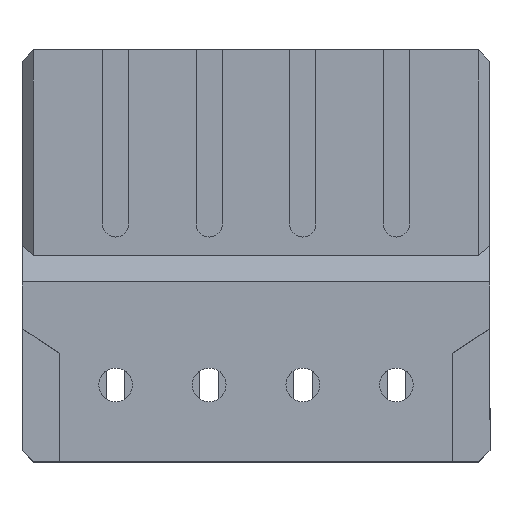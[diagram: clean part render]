
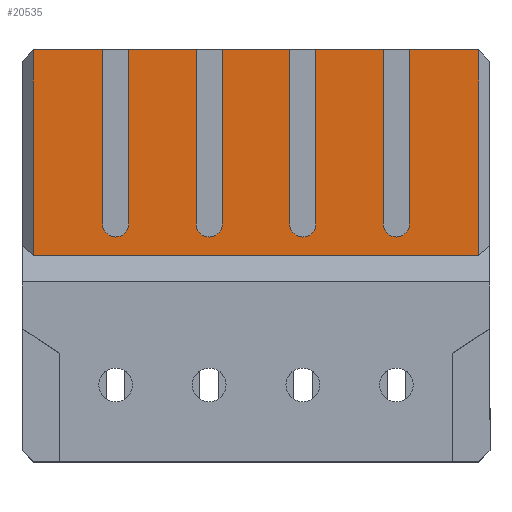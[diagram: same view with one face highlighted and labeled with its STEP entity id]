
A CAD part, top view. The second image highlights one B-rep face of the part: STEP entity #20535.
In plain terms, the highlighted planar face has unit normal (0, 0, 1).
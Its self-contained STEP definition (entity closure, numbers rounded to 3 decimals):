
#339=CIRCLE('',#21224,0.35);
#341=CIRCLE('',#21230,0.35);
#343=CIRCLE('',#21236,0.35);
#345=CIRCLE('',#21242,0.35);
#1994=ORIENTED_EDGE('',*,*,#5769,.F.);
#1995=ORIENTED_EDGE('',*,*,#5618,.T.);
#1996=ORIENTED_EDGE('',*,*,#6103,.T.);
#1997=ORIENTED_EDGE('',*,*,#5612,.T.);
#1998=ORIENTED_EDGE('',*,*,#5773,.F.);
#1999=ORIENTED_EDGE('',*,*,#5737,.F.);
#2000=ORIENTED_EDGE('',*,*,#5730,.T.);
#2001=ORIENTED_EDGE('',*,*,#5735,.F.);
#2002=ORIENTED_EDGE('',*,*,#5772,.F.);
#2003=ORIENTED_EDGE('',*,*,#5726,.F.);
#2004=ORIENTED_EDGE('',*,*,#5719,.T.);
#2005=ORIENTED_EDGE('',*,*,#5724,.F.);
#2006=ORIENTED_EDGE('',*,*,#5771,.F.);
#2007=ORIENTED_EDGE('',*,*,#5715,.F.);
#2008=ORIENTED_EDGE('',*,*,#5708,.T.);
#2009=ORIENTED_EDGE('',*,*,#5713,.F.);
#2010=ORIENTED_EDGE('',*,*,#5770,.F.);
#2011=ORIENTED_EDGE('',*,*,#5704,.F.);
#2012=ORIENTED_EDGE('',*,*,#5697,.T.);
#2013=ORIENTED_EDGE('',*,*,#5702,.F.);
#5612=EDGE_CURVE('',#7880,#7878,#9400,.T.);
#5618=EDGE_CURVE('',#7882,#7887,#9406,.T.);
#5697=EDGE_CURVE('',#7947,#7946,#339,.T.);
#5702=EDGE_CURVE('',#7950,#7946,#9476,.T.);
#5704=EDGE_CURVE('',#7947,#7951,#9478,.T.);
#5708=EDGE_CURVE('',#7955,#7954,#341,.T.);
#5713=EDGE_CURVE('',#7958,#7954,#9485,.T.);
#5715=EDGE_CURVE('',#7955,#7959,#9487,.T.);
#5719=EDGE_CURVE('',#7963,#7962,#343,.T.);
#5724=EDGE_CURVE('',#7966,#7962,#9494,.T.);
#5726=EDGE_CURVE('',#7963,#7967,#9496,.T.);
#5730=EDGE_CURVE('',#7971,#7970,#345,.T.);
#5735=EDGE_CURVE('',#7974,#7970,#9503,.T.);
#5737=EDGE_CURVE('',#7971,#7975,#9505,.T.);
#5769=EDGE_CURVE('',#7882,#7950,#9537,.T.);
#5770=EDGE_CURVE('',#7951,#7958,#9538,.T.);
#5771=EDGE_CURVE('',#7959,#7966,#9539,.T.);
#5772=EDGE_CURVE('',#7967,#7974,#9540,.T.);
#5773=EDGE_CURVE('',#7975,#7878,#9541,.T.);
#6103=EDGE_CURVE('',#7887,#7880,#9853,.T.);
#7878=VERTEX_POINT('',#27280);
#7880=VERTEX_POINT('',#27286);
#7882=VERTEX_POINT('',#27292);
#7887=VERTEX_POINT('',#27302);
#7946=VERTEX_POINT('',#27463);
#7947=VERTEX_POINT('',#27465);
#7950=VERTEX_POINT('',#27475);
#7951=VERTEX_POINT('',#27479);
#7954=VERTEX_POINT('',#27486);
#7955=VERTEX_POINT('',#27488);
#7958=VERTEX_POINT('',#27498);
#7959=VERTEX_POINT('',#27502);
#7962=VERTEX_POINT('',#27509);
#7963=VERTEX_POINT('',#27511);
#7966=VERTEX_POINT('',#27521);
#7967=VERTEX_POINT('',#27525);
#7970=VERTEX_POINT('',#27532);
#7971=VERTEX_POINT('',#27534);
#7974=VERTEX_POINT('',#27544);
#7975=VERTEX_POINT('',#27548);
#9400=LINE('',#27289,#11156);
#9406=LINE('',#27303,#11162);
#9476=LINE('',#27474,#11232);
#9478=LINE('',#27478,#11234);
#9485=LINE('',#27497,#11241);
#9487=LINE('',#27501,#11243);
#9494=LINE('',#27520,#11250);
#9496=LINE('',#27524,#11252);
#9503=LINE('',#27543,#11259);
#9505=LINE('',#27547,#11261);
#9537=LINE('',#27612,#11293);
#9538=LINE('',#27613,#11294);
#9539=LINE('',#27614,#11295);
#9540=LINE('',#27615,#11296);
#9541=LINE('',#27616,#11297);
#9853=LINE('',#28248,#11609);
#11156=VECTOR('',#22758,1000.);
#11162=VECTOR('',#22768,1000.);
#11232=VECTOR('',#22916,1000.);
#11234=VECTOR('',#22920,1000.);
#11241=VECTOR('',#22937,1000.);
#11243=VECTOR('',#22941,1000.);
#11250=VECTOR('',#22958,1000.);
#11252=VECTOR('',#22962,1000.);
#11259=VECTOR('',#22979,1000.);
#11261=VECTOR('',#22983,1000.);
#11293=VECTOR('',#23035,1000.);
#11294=VECTOR('',#23036,1000.);
#11295=VECTOR('',#23037,1000.);
#11296=VECTOR('',#23038,1000.);
#11297=VECTOR('',#23039,1000.);
#11609=VECTOR('',#23531,1000.);
#12924=EDGE_LOOP('',(#1994,#1995,#1996,#1997,#1998,#1999,#2000,#2001,#2002,
#2003,#2004,#2005,#2006,#2007,#2008,#2009,#2010,#2011,#2012,#2013));
#13762=FACE_BOUND('',#12924,.T.);
#14563=PLANE('',#21377);
#20535=ADVANCED_FACE('',(#13762),#14563,.F.);
#21224=AXIS2_PLACEMENT_3D('',#27464,#22906,#22907);
#21230=AXIS2_PLACEMENT_3D('',#27487,#22927,#22928);
#21236=AXIS2_PLACEMENT_3D('',#27510,#22948,#22949);
#21242=AXIS2_PLACEMENT_3D('',#27533,#22969,#22970);
#21377=AXIS2_PLACEMENT_3D('',#28371,#23650,#23651);
#22758=DIRECTION('',(0.,-1.,0.));
#22768=DIRECTION('',(0.,1.,0.));
#22906=DIRECTION('',(0.,0.,-1.));
#22907=DIRECTION('',(-1.,0.,0.));
#22916=DIRECTION('',(0.,1.,0.));
#22920=DIRECTION('',(0.,-1.,0.));
#22927=DIRECTION('',(0.,0.,-1.));
#22928=DIRECTION('',(-1.,0.,0.));
#22937=DIRECTION('',(0.,1.,0.));
#22941=DIRECTION('',(0.,-1.,0.));
#22948=DIRECTION('',(0.,0.,-1.));
#22949=DIRECTION('',(-1.,0.,0.));
#22958=DIRECTION('',(0.,1.,0.));
#22962=DIRECTION('',(0.,-1.,0.));
#22969=DIRECTION('',(0.,0.,-1.));
#22970=DIRECTION('',(-1.,0.,0.));
#22979=DIRECTION('',(0.,1.,0.));
#22983=DIRECTION('',(0.,-1.,0.));
#23035=DIRECTION('',(-1.,0.,0.));
#23036=DIRECTION('',(-1.,0.,0.));
#23037=DIRECTION('',(-1.,0.,0.));
#23038=DIRECTION('',(-1.,0.,0.));
#23039=DIRECTION('',(-1.,0.,0.));
#23531=DIRECTION('',(-1.,0.,0.));
#23650=DIRECTION('',(0.,0.,-1.));
#23651=DIRECTION('',(-1.,0.,0.));
#27280=CARTESIAN_POINT('',(-5.95,0.,2.925));
#27286=CARTESIAN_POINT('',(-5.95,5.5,2.925));
#27289=CARTESIAN_POINT('',(-5.95,5.5,2.925));
#27292=CARTESIAN_POINT('',(5.95,0.,2.925));
#27302=CARTESIAN_POINT('',(5.95,5.5,2.925));
#27303=CARTESIAN_POINT('',(5.95,5.5,2.925));
#27463=CARTESIAN_POINT('',(4.1,4.65,2.925));
#27464=CARTESIAN_POINT('',(3.75,4.65,2.925));
#27465=CARTESIAN_POINT('',(3.4,4.65,2.925));
#27474=CARTESIAN_POINT('',(4.1,0.,2.925));
#27475=CARTESIAN_POINT('',(4.1,0.,2.925));
#27478=CARTESIAN_POINT('',(3.4,5.,2.925));
#27479=CARTESIAN_POINT('',(3.4,0.,2.925));
#27486=CARTESIAN_POINT('',(1.6,4.65,2.925));
#27487=CARTESIAN_POINT('',(1.25,4.65,2.925));
#27488=CARTESIAN_POINT('',(0.9,4.65,2.925));
#27497=CARTESIAN_POINT('',(1.6,0.,2.925));
#27498=CARTESIAN_POINT('',(1.6,0.,2.925));
#27501=CARTESIAN_POINT('',(0.9,5.,2.925));
#27502=CARTESIAN_POINT('',(0.9,0.,2.925));
#27509=CARTESIAN_POINT('',(-0.9,4.65,2.925));
#27510=CARTESIAN_POINT('',(-1.25,4.65,2.925));
#27511=CARTESIAN_POINT('',(-1.6,4.65,2.925));
#27520=CARTESIAN_POINT('',(-0.9,0.,2.925));
#27521=CARTESIAN_POINT('',(-0.9,0.,2.925));
#27524=CARTESIAN_POINT('',(-1.6,5.,2.925));
#27525=CARTESIAN_POINT('',(-1.6,0.,2.925));
#27532=CARTESIAN_POINT('',(-3.4,4.65,2.925));
#27533=CARTESIAN_POINT('',(-3.75,4.65,2.925));
#27534=CARTESIAN_POINT('',(-4.1,4.65,2.925));
#27543=CARTESIAN_POINT('',(-3.4,0.,2.925));
#27544=CARTESIAN_POINT('',(-3.4,0.,2.925));
#27547=CARTESIAN_POINT('',(-4.1,5.,2.925));
#27548=CARTESIAN_POINT('',(-4.1,0.,2.925));
#27612=CARTESIAN_POINT('',(18.75,0.,2.925));
#27613=CARTESIAN_POINT('',(18.75,0.,2.925));
#27614=CARTESIAN_POINT('',(18.75,0.,2.925));
#27615=CARTESIAN_POINT('',(18.75,0.,2.925));
#27616=CARTESIAN_POINT('',(18.75,0.,2.925));
#28248=CARTESIAN_POINT('',(18.75,5.5,2.925));
#28371=CARTESIAN_POINT('',(18.75,5.5,2.925));
